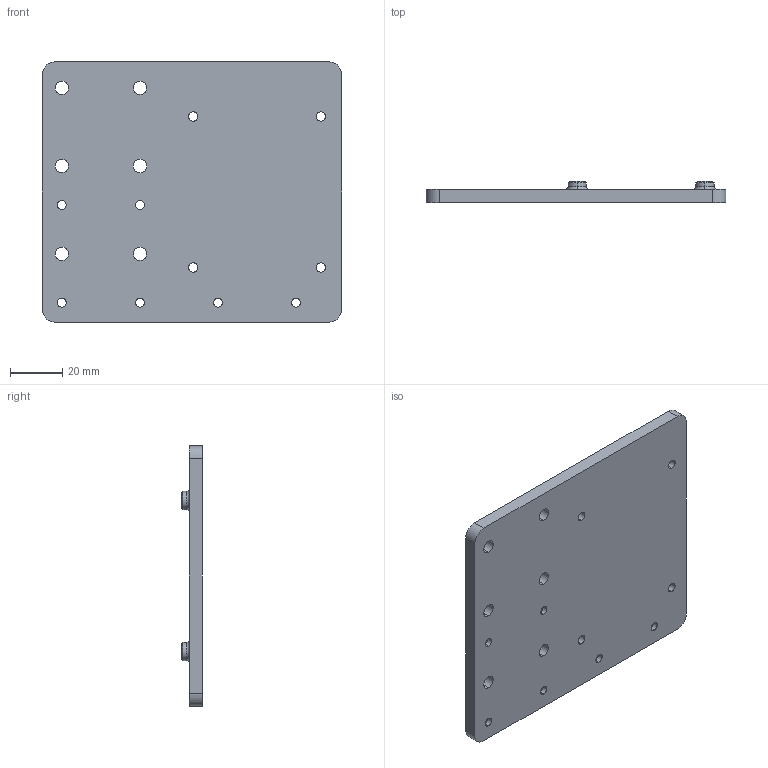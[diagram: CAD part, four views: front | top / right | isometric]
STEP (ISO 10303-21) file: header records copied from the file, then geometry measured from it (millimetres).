
FILE_DESCRIPTION (( 'STEP AP214' ), '1' );
FILE_NAME ('WW0033.STEP', '2024-12-14T00:03:35', ( '' ), ( '' ), 'SwSTEP 2.0', 'SolidWorks 2024', '' );
FILE_SCHEMA (( 'AUTOMOTIVE_DESIGN' ));
Length unit declared in the file: millimetre
Products named in the file (1): WW0033
Bounding box: 115 x 8 x 100 mm (x, y, z)
Volume: 56179 mm3; surface area: 26221.5 mm2
Topology: 1 solids, 1 shells, 115 faces, 290 edges, 188 vertices
Faces by surface type: cylinder 56, plane 27, bspline 16, cone 8, torus 8
Entity records: 4059 total; most frequent: CARTESIAN_POINT 1186, DIRECTION 594, ORIENTED_EDGE 580, EDGE_CURVE 290, AXIS2_PLACEMENT_3D 236, VERTEX_POINT 188, EDGE_LOOP 158, CIRCLE 136
